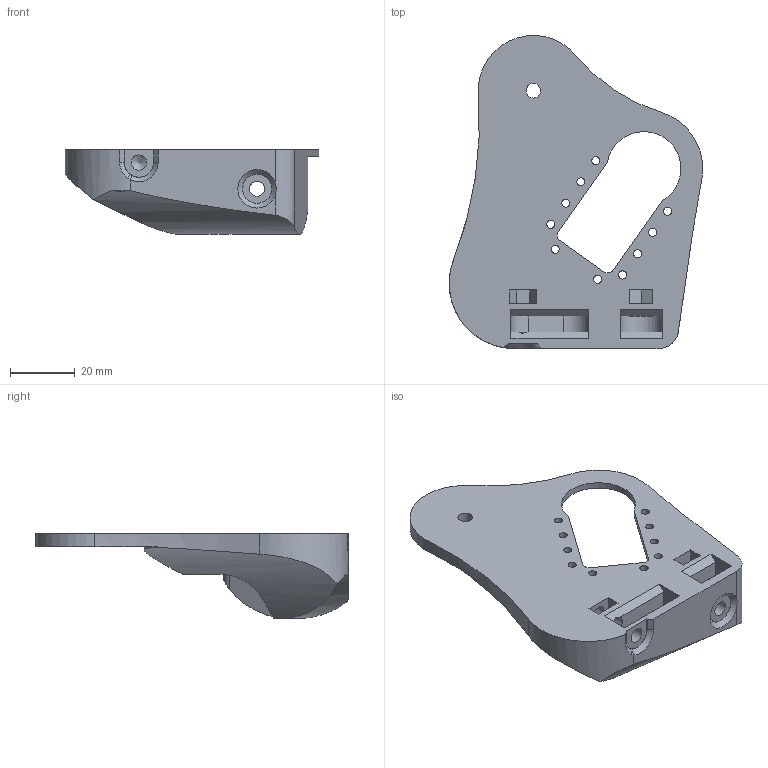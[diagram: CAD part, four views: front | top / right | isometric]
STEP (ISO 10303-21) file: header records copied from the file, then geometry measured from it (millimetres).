
FILE_DESCRIPTION(/* description */ (''),/* implementation_level */ '2;1');
FILE_NAME(/* name */ 'Arm - shoulder L v1.step',/* time_stamp */ '2022-05-20T11:02:05-04:00',/* author */ (''),/* organization */ (''),/* preprocessor_version */ 'ST-DEVELOPER v18.1',/* originating_system */ 'Autodesk Translation Framework v10.14.0.1471',/* authorisation */ '');
FILE_SCHEMA (('AUTOMOTIVE_DESIGN { 1 0 10303 214 3 1 1 }'));
Length unit declared in the file: millimetre
Products named in the file (1): Arm - shoulder L
Bounding box: 78.04 x 96.29 x 26.11 mm (x, y, z)
Volume: 44740.7 mm3; surface area: 17122.7 mm2
Topology: 1 solids, 1 shells, 91 faces, 253 edges, 166 vertices
Faces by surface type: plane 44, cylinder 42, cone 3, bspline 2
Full cylindrical faces by diameter (mm): 2.5 x10, 4.5 x1, 4.7 x6, 9 x1
Entity records: 3158 total; most frequent: CARTESIAN_POINT 692, ORIENTED_EDGE 504, DIRECTION 494, EDGE_CURVE 252, AXIS2_PLACEMENT_3D 171, VERTEX_POINT 166, LINE 152, VECTOR 152
